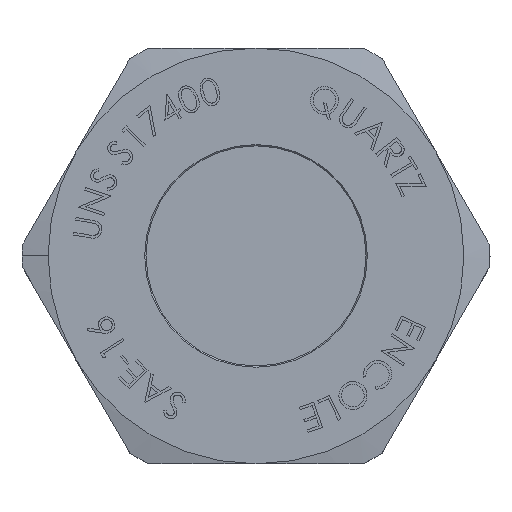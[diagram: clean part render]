
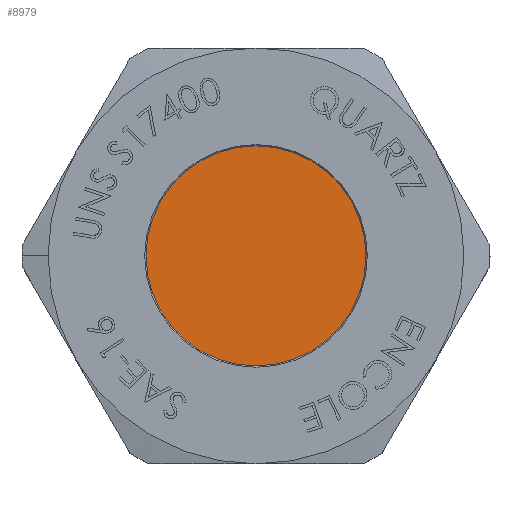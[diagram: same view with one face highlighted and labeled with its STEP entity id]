
A CAD part, top view. The second image highlights one B-rep face of the part: STEP entity #8979.
In plain terms, the highlighted planar face has unit normal (0, 0, 1).
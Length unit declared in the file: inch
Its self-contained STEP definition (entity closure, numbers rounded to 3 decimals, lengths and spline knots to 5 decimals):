
#2148 = VERTEX_POINT ( 'NONE', #7965 ) ;
#2757 = VERTEX_POINT ( 'NONE', #20847 ) ;
#3513 = EDGE_CURVE ( 'NONE', #2757, #2148, #9235, .T. ) ;
#7652 = EDGE_CURVE ( 'NONE', #2148, #2757, #13044, .T. ) ;
#7965 = CARTESIAN_POINT ( 'NONE',  ( 0., -0.43, 0.337 ) ) ;
#8979 = ADVANCED_FACE ( 'NONE', ( #15815 ), #18966, .T. ) ;
#9235 = CIRCLE ( 'NONE', #10269, 0.43 ) ;
#10269 = AXIS2_PLACEMENT_3D ( 'NONE', #21236, #21238, #21239 ) ;
#10303 = AXIS2_PLACEMENT_3D ( 'NONE', #12698, #12699, #12700 ) ;
#10463 = AXIS2_PLACEMENT_3D ( 'NONE', #18965, #18989, #18990 ) ;
#12698 = CARTESIAN_POINT ( 'NONE',  ( 0., 0., 0.337 ) ) ;
#12699 = DIRECTION ( 'NONE',  ( 0., 0., -1. ) ) ;
#12700 = DIRECTION ( 'NONE',  ( 0., 1., 0. ) ) ;
#13044 = CIRCLE ( 'NONE', #10303, 0.43 ) ;
#15815 = FACE_OUTER_BOUND ( 'NONE', #16581, .T. ) ;
#16581 = EDGE_LOOP ( 'NONE', ( #17509, #17510 ) ) ;
#17509 = ORIENTED_EDGE ( 'NONE', *, *, #3513, .F. ) ;
#17510 = ORIENTED_EDGE ( 'NONE', *, *, #7652, .F. ) ;
#18965 = CARTESIAN_POINT ( 'NONE',  ( 0.43, 0., 0.337 ) ) ;
#18966 = PLANE ( 'NONE',  #10463 ) ;
#18989 = DIRECTION ( 'NONE',  ( 0., 0., 1. ) ) ;
#18990 = DIRECTION ( 'NONE',  ( 0., -1., 0. ) ) ;
#20847 = CARTESIAN_POINT ( 'NONE',  ( 0., 0.43, 0.337 ) ) ;
#21236 = CARTESIAN_POINT ( 'NONE',  ( 0., 0., 0.337 ) ) ;
#21238 = DIRECTION ( 'NONE',  ( 0., 0., -1. ) ) ;
#21239 = DIRECTION ( 'NONE',  ( 0., 1., 0. ) ) ;
